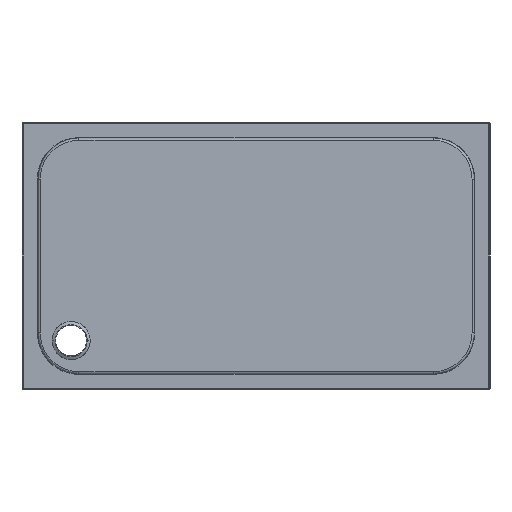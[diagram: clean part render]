
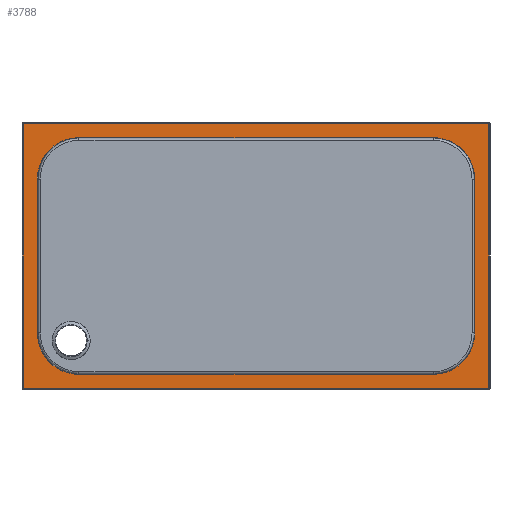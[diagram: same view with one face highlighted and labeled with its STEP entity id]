
A CAD part, front view. The second image highlights one B-rep face of the part: STEP entity #3788.
In plain terms, the highlighted planar face has unit normal (0, -1, 0).
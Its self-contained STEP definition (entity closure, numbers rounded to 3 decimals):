
#94 = EDGE_CURVE ( 'NONE', #4384, #4307, #2189, .T. ) ;
#106 = VECTOR ( 'NONE', #2866, 1000. ) ;
#345 =( BOUNDED_CURVE ( )  B_SPLINE_CURVE ( 3, ( #1498, #4084, #2322, #3985 ),
 .UNSPECIFIED., .F., .T. ) 
 B_SPLINE_CURVE_WITH_KNOTS ( ( 4, 4 ),
 ( 3.142, 4.712 ),
 .UNSPECIFIED. ) 
 CURVE ( )  GEOMETRIC_REPRESENTATION_ITEM ( )  RATIONAL_B_SPLINE_CURVE ( ( 1., 0.805, 0.805, 1. ) ) 
 REPRESENTATION_ITEM ( '' )  );
#457 = EDGE_CURVE ( 'NONE', #1283, #1913, #755, .T. ) ;
#482 = ORIENTED_EDGE ( 'NONE', *, *, #457, .F. ) ;
#510 = CARTESIAN_POINT ( 'NONE',  ( 696., 46., 396. ) ) ;
#515 = CARTESIAN_POINT ( 'NONE',  ( -529.924, 46., 354. ) ) ;
#571 = VERTEX_POINT ( 'NONE', #1640 ) ;
#679 = LINE ( 'NONE', #2346, #4002 ) ;
#708 = DIRECTION ( 'NONE',  ( 0., 0., -1. ) ) ;
#755 =( BOUNDED_CURVE ( )  B_SPLINE_CURVE ( 3, ( #4422, #3557, #2770, #3202 ),
 .UNSPECIFIED., .F., .T. ) 
 B_SPLINE_CURVE_WITH_KNOTS ( ( 4, 4 ),
 ( 1.571, 3.142 ),
 .UNSPECIFIED. ) 
 CURVE ( )  GEOMETRIC_REPRESENTATION_ITEM ( )  RATIONAL_B_SPLINE_CURVE ( ( 1., 0.805, 0.805, 1. ) ) 
 REPRESENTATION_ITEM ( '' )  );
#777 = DIRECTION ( 'NONE',  ( -1., 0., 0. ) ) ;
#827 = FACE_OUTER_BOUND ( 'NONE', #2043, .T. ) ;
#864 = EDGE_CURVE ( 'NONE', #1913, #4085, #2818, .T. ) ;
#891 = EDGE_CURVE ( 'NONE', #2704, #3561, #1634, .T. ) ;
#957 = CARTESIAN_POINT ( 'NONE',  ( -529.924, 46., -354. ) ) ;
#1012 = VERTEX_POINT ( 'NONE', #4666 ) ;
#1013 = CARTESIAN_POINT ( 'NONE',  ( -653.939, 46., 230. ) ) ;
#1053 = CARTESIAN_POINT ( 'NONE',  ( -696., 46., 0. ) ) ;
#1093 = ORIENTED_EDGE ( 'NONE', *, *, #864, .F. ) ;
#1283 = VERTEX_POINT ( 'NONE', #1983 ) ;
#1329 = EDGE_CURVE ( 'NONE', #1902, #3071, #1594, .T. ) ;
#1403 = ORIENTED_EDGE ( 'NONE', *, *, #1329, .F. ) ;
#1452 =( BOUNDED_CURVE ( )  B_SPLINE_CURVE ( 3, ( #515, #4252, #3082, #1013 ),
 .UNSPECIFIED., .F., .T. ) 
 B_SPLINE_CURVE_WITH_KNOTS ( ( 4, 4 ),
 ( 4.712, 6.283 ),
 .UNSPECIFIED. ) 
 CURVE ( )  GEOMETRIC_REPRESENTATION_ITEM ( )  RATIONAL_B_SPLINE_CURVE ( ( 1., 0.805, 0.805, 1. ) ) 
 REPRESENTATION_ITEM ( '' )  );
#1498 = CARTESIAN_POINT ( 'NONE',  ( 654.062, 46., 230. ) ) ;
#1593 = VECTOR ( 'NONE', #4610, 1000. ) ;
#1594 = LINE ( 'NONE', #4499, #3237 ) ;
#1634 = LINE ( 'NONE', #3294, #3395 ) ;
#1640 = CARTESIAN_POINT ( 'NONE',  ( -653.939, 46., 230. ) ) ;
#1794 = CARTESIAN_POINT ( 'NONE',  ( -696., 46., 396. ) ) ;
#1843 = ORIENTED_EDGE ( 'NONE', *, *, #2433, .F. ) ;
#1902 = VERTEX_POINT ( 'NONE', #3504 ) ;
#1913 = VERTEX_POINT ( 'NONE', #4755 ) ;
#1983 = CARTESIAN_POINT ( 'NONE',  ( 530.047, 46., -354. ) ) ;
#2021 = CARTESIAN_POINT ( 'NONE',  ( 654.062, 46., 230. ) ) ;
#2043 = EDGE_LOOP ( 'NONE', ( #4561, #5100, #2630, #3964 ) ) ;
#2175 = DIRECTION ( 'NONE',  ( 1., 0., 0. ) ) ;
#2189 = LINE ( 'NONE', #2960, #1593 ) ;
#2239 = CARTESIAN_POINT ( 'NONE',  ( -653.939, 46., -302.638 ) ) ;
#2322 = CARTESIAN_POINT ( 'NONE',  ( 602.694, 46., 354. ) ) ;
#2346 = CARTESIAN_POINT ( 'NONE',  ( -653.939, 46., 0. ) ) ;
#2386 = DIRECTION ( 'NONE',  ( 0., 0., 1. ) ) ;
#2396 = EDGE_CURVE ( 'NONE', #1012, #2732, #3895, .T. ) ;
#2400 = ORIENTED_EDGE ( 'NONE', *, *, #2396, .F. ) ;
#2422 = DIRECTION ( 'NONE',  ( 0., 0., -1. ) ) ;
#2433 = EDGE_CURVE ( 'NONE', #3071, #571, #1452, .T. ) ;
#2489 = PLANE ( 'NONE',  #4564 ) ;
#2587 = EDGE_CURVE ( 'NONE', #4085, #1902, #345, .T. ) ;
#2630 = ORIENTED_EDGE ( 'NONE', *, *, #5207, .F. ) ;
#2674 = CARTESIAN_POINT ( 'NONE',  ( -653.939, 46., -230. ) ) ;
#2693 = EDGE_CURVE ( 'NONE', #571, #1012, #679, .T. ) ;
#2704 = VERTEX_POINT ( 'NONE', #4435 ) ;
#2732 = VERTEX_POINT ( 'NONE', #5275 ) ;
#2770 = CARTESIAN_POINT ( 'NONE',  ( 654.062, 46., -302.638 ) ) ;
#2818 = LINE ( 'NONE', #3707, #106 ) ;
#2840 = CARTESIAN_POINT ( 'NONE',  ( 696., 46., 0. ) ) ;
#2866 = DIRECTION ( 'NONE',  ( 0., 0., 1. ) ) ;
#2888 = VECTOR ( 'NONE', #2422, 1000. ) ;
#2960 = CARTESIAN_POINT ( 'NONE',  ( 0., 46., 396. ) ) ;
#3071 = VERTEX_POINT ( 'NONE', #5026 ) ;
#3082 = CARTESIAN_POINT ( 'NONE',  ( -653.939, 46., 302.638 ) ) ;
#3097 = ORIENTED_EDGE ( 'NONE', *, *, #4979, .F. ) ;
#3148 = VECTOR ( 'NONE', #2175, 1000. ) ;
#3202 = CARTESIAN_POINT ( 'NONE',  ( 654.062, 46., -230. ) ) ;
#3237 = VECTOR ( 'NONE', #777, 1000. ) ;
#3244 = LINE ( 'NONE', #2840, #2888 ) ;
#3294 = CARTESIAN_POINT ( 'NONE',  ( 0., 46., -396. ) ) ;
#3329 = CARTESIAN_POINT ( 'NONE',  ( 0., 46., 0. ) ) ;
#3395 = VECTOR ( 'NONE', #4536, 1000. ) ;
#3504 = CARTESIAN_POINT ( 'NONE',  ( 530.047, 46., 354. ) ) ;
#3557 = CARTESIAN_POINT ( 'NONE',  ( 602.694, 46., -354. ) ) ;
#3561 = VERTEX_POINT ( 'NONE', #4344 ) ;
#3566 = EDGE_CURVE ( 'NONE', #3561, #4384, #4451, .T. ) ;
#3707 = CARTESIAN_POINT ( 'NONE',  ( 654.062, 46., 0. ) ) ;
#3743 = FACE_BOUND ( 'NONE', #4336, .T. ) ;
#3788 = ADVANCED_FACE ( 'NONE', ( #3743, #827 ), #2489, .F. ) ;
#3884 = VECTOR ( 'NONE', #3945, 1000. ) ;
#3895 =( BOUNDED_CURVE ( )  B_SPLINE_CURVE ( 3, ( #2674, #2239, #4684, #957 ),
 .UNSPECIFIED., .F., .T. ) 
 B_SPLINE_CURVE_WITH_KNOTS ( ( 4, 4 ),
 ( 0., 1.571 ),
 .UNSPECIFIED. ) 
 CURVE ( )  GEOMETRIC_REPRESENTATION_ITEM ( )  RATIONAL_B_SPLINE_CURVE ( ( 1., 0.805, 0.805, 1. ) ) 
 REPRESENTATION_ITEM ( '' )  );
#3945 = DIRECTION ( 'NONE',  ( 0., 0., 1. ) ) ;
#3964 = ORIENTED_EDGE ( 'NONE', *, *, #94, .F. ) ;
#3985 = CARTESIAN_POINT ( 'NONE',  ( 530.047, 46., 354. ) ) ;
#4002 = VECTOR ( 'NONE', #708, 1000. ) ;
#4084 = CARTESIAN_POINT ( 'NONE',  ( 654.062, 46., 302.638 ) ) ;
#4085 = VERTEX_POINT ( 'NONE', #2021 ) ;
#4142 = ORIENTED_EDGE ( 'NONE', *, *, #2587, .F. ) ;
#4252 = CARTESIAN_POINT ( 'NONE',  ( -602.57, 46., 354. ) ) ;
#4307 = VERTEX_POINT ( 'NONE', #510 ) ;
#4336 = EDGE_LOOP ( 'NONE', ( #1093, #482, #3097, #2400, #4805, #1843, #1403, #4142 ) ) ;
#4344 = CARTESIAN_POINT ( 'NONE',  ( -696., 46., -396. ) ) ;
#4381 = CARTESIAN_POINT ( 'NONE',  ( 0., 46., -354. ) ) ;
#4384 = VERTEX_POINT ( 'NONE', #1794 ) ;
#4422 = CARTESIAN_POINT ( 'NONE',  ( 530.047, 46., -354. ) ) ;
#4435 = CARTESIAN_POINT ( 'NONE',  ( 696., 46., -396. ) ) ;
#4451 = LINE ( 'NONE', #1053, #3884 ) ;
#4499 = CARTESIAN_POINT ( 'NONE',  ( 0., 46., 354. ) ) ;
#4536 = DIRECTION ( 'NONE',  ( -1., 0., 0. ) ) ;
#4561 = ORIENTED_EDGE ( 'NONE', *, *, #3566, .F. ) ;
#4564 = AXIS2_PLACEMENT_3D ( 'NONE', #3329, #5000, #2386 ) ;
#4610 = DIRECTION ( 'NONE',  ( 1., 0., 0. ) ) ;
#4666 = CARTESIAN_POINT ( 'NONE',  ( -653.939, 46., -230. ) ) ;
#4684 = CARTESIAN_POINT ( 'NONE',  ( -602.57, 46., -354. ) ) ;
#4712 = LINE ( 'NONE', #4381, #3148 ) ;
#4755 = CARTESIAN_POINT ( 'NONE',  ( 654.062, 46., -230. ) ) ;
#4805 = ORIENTED_EDGE ( 'NONE', *, *, #2693, .F. ) ;
#4979 = EDGE_CURVE ( 'NONE', #2732, #1283, #4712, .T. ) ;
#5000 = DIRECTION ( 'NONE',  ( 0., 1., 0. ) ) ;
#5026 = CARTESIAN_POINT ( 'NONE',  ( -529.924, 46., 354. ) ) ;
#5100 = ORIENTED_EDGE ( 'NONE', *, *, #891, .F. ) ;
#5207 = EDGE_CURVE ( 'NONE', #4307, #2704, #3244, .T. ) ;
#5275 = CARTESIAN_POINT ( 'NONE',  ( -529.924, 46., -354. ) ) ;
